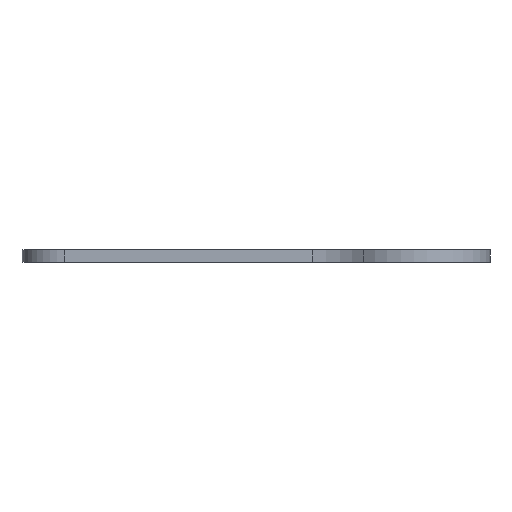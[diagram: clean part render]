
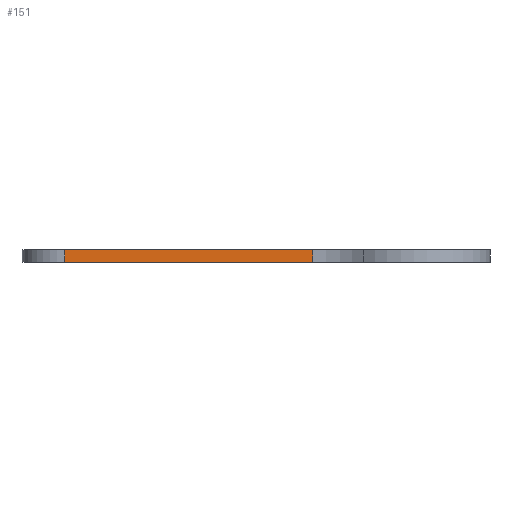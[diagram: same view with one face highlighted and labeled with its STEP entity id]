
A CAD part, front view. The second image highlights one B-rep face of the part: STEP entity #151.
In plain terms, the highlighted planar face has unit normal (0, -1, 0).
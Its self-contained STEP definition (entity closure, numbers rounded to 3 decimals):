
#151=ADVANCED_FACE('',(#327),#328,.F.);
#327=FACE_OUTER_BOUND('',#531,.T.);
#328=PLANE('',#532);
#531=EDGE_LOOP('',(#895,#896,#897,#898));
#532=AXIS2_PLACEMENT_3D('',#899,#900,#901);
#895=ORIENTED_EDGE('',*,*,#1347,.T.);
#896=ORIENTED_EDGE('',*,*,#1345,.F.);
#897=ORIENTED_EDGE('',*,*,#1325,.F.);
#898=ORIENTED_EDGE('',*,*,#1348,.T.);
#899=CARTESIAN_POINT('',(0.0,93.151,3.0));
#900=DIRECTION('',(0.0,1.0,0.0));
#901=DIRECTION('',(0.0,0.0,1.0));
#1325=EDGE_CURVE('',#1626,#1628,#1629,.T.);
#1345=EDGE_CURVE('',#1628,#1657,#1659,.T.);
#1347=EDGE_CURVE('',#1661,#1657,#1662,.T.);
#1348=EDGE_CURVE('',#1626,#1661,#1663,.T.);
#1626=VERTEX_POINT('',#1997);
#1628=VERTEX_POINT('',#1999);
#1629=LINE('',#2000,#2001);
#1657=VERTEX_POINT('',#2036);
#1659=LINE('',#2038,#2039);
#1661=VERTEX_POINT('',#2041);
#1662=LINE('',#2042,#2043);
#1663=LINE('',#2044,#2045);
#1997=CARTESIAN_POINT('',(52.537,93.151,3.0));
#1999=CARTESIAN_POINT('',(113.144,93.151,3.0));
#2000=CARTESIAN_POINT('',(0.0,93.151,3.0));
#2001=VECTOR('',#2413,1.0);
#2036=CARTESIAN_POINT('',(113.144,93.151,0.0));
#2038=CARTESIAN_POINT('',(113.144,93.151,3.0));
#2039=VECTOR('',#2445,1.0);
#2041=CARTESIAN_POINT('',(52.537,93.151,0.0));
#2042=CARTESIAN_POINT('',(0.0,93.151,0.0));
#2043=VECTOR('',#2446,1.0);
#2044=CARTESIAN_POINT('',(52.537,93.151,3.0));
#2045=VECTOR('',#2447,1.0);
#2413=DIRECTION('',(1.0,0.0,0.0));
#2445=DIRECTION('',(0.0,0.0,-1.0));
#2446=DIRECTION('',(1.0,0.0,0.0));
#2447=DIRECTION('',(0.0,0.0,-1.0));
